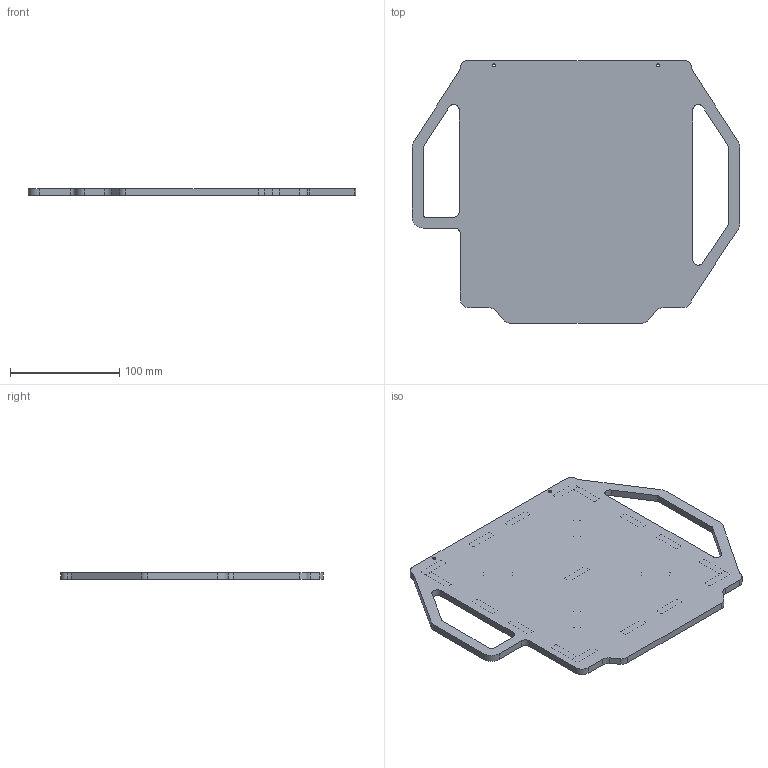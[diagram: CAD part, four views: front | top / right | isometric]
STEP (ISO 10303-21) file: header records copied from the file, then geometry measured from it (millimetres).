
FILE_DESCRIPTION(/* description */ (''),/* implementation_level */ '2;1');
FILE_NAME(/* name */ 'Build Plate v130.step',/* time_stamp */ '2019-02-27T13:05:52-08:00',/* author */ ('jckray1'),/* organization */ (''),/* preprocessor_version */ 'ST-DEVELOPER v17.2',/* originating_system */ 'Autodesk Translation Framework v7.6.0.251',/* authorisation */ '');
FILE_SCHEMA (('AUTOMOTIVE_DESIGN { 1 0 10303 214 3 1 1 }'));
Length unit declared in the file: millimetre
Products named in the file (1): Build Plate
Bounding box: 300 x 240 x 6.35 mm (x, y, z)
Volume: 323425.9 mm3; surface area: 126655.1 mm2
Topology: 1 solids, 1 shells, 444 faces, 1197 edges, 782 vertices
Faces by surface type: cylinder 292, plane 136, bspline 16
Full cylindrical faces by diameter (mm): 2.529 x52, 3.086 x52, 4.234 x28, 5.12 x28
Entity records: 24491 total; most frequent: CARTESIAN_POINT 13740, ORIENTED_EDGE 2394, DIRECTION 1951, EDGE_CURVE 1197, VERTEX_POINT 782, AXIS2_PLACEMENT_3D 677, LINE 597, VECTOR 597
